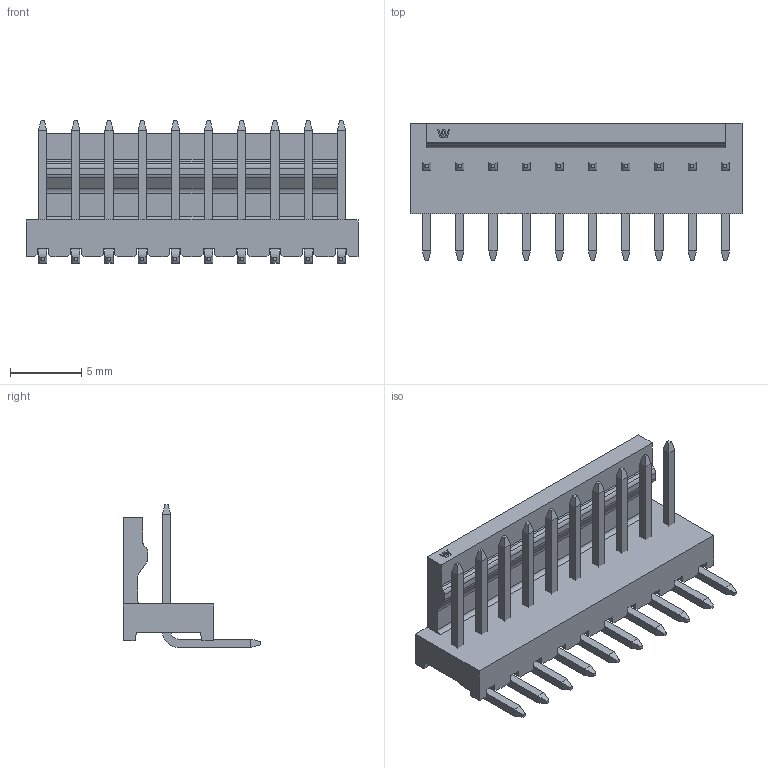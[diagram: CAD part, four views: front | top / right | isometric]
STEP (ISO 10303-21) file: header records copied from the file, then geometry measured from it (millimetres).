
FILE_DESCRIPTION( ('This file contains a STEP AP42 implementation' ,'as created by ZW3D STEP Interface translator.') ,'2;1' );
FILE_NAME( 'WF2545-AWR10W01.stp' ,'24 1 5.17 729', (''), ('ZWCAD Software Co.'), 'Version 1.0', 'ZW3D to STEP translator', '' );
FILE_SCHEMA(('AUTOMOTIVE_DESIGN { 1 0 10303 214 1 1 1 1 }'));
Length unit declared in the file: millimetre
Products named in the file (2): 0; WF2545-AWR10W01
Bounding box: 23.26 x 9.61 x 10 mm (x, y, z)
Volume: 476.8 mm3; surface area: 1218.5 mm2
Topology: 11 solids, 11 shells, 476 faces, 1228 edges, 776 vertices
Faces by surface type: plane 451, cylinder 25
Entity records: 14544 total; most frequent: CARTESIAN_POINT 2481, ORIENTED_EDGE 2456, DIRECTION 2232, EDGE_CURVE 1228, VECTOR 1178, LINE 1178, VERTEX_POINT 776, AXIS2_PLACEMENT_3D 527
